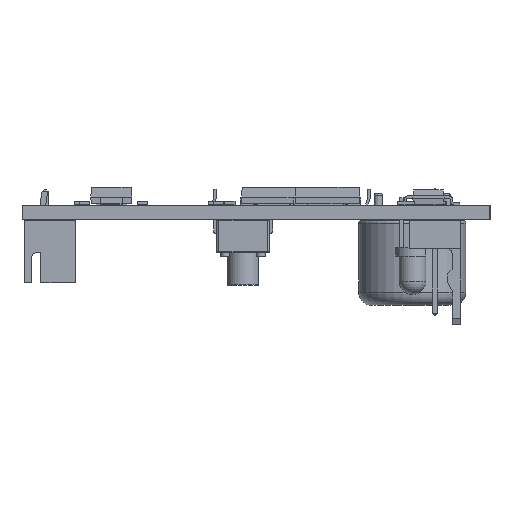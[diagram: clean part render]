
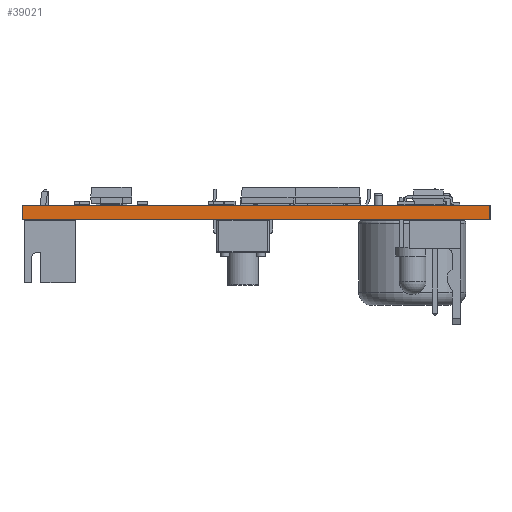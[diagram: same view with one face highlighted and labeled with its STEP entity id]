
A CAD part, left-side view. The second image highlights one B-rep face of the part: STEP entity #39021.
In plain terms, the highlighted planar face has unit normal (-1, 0, 0).
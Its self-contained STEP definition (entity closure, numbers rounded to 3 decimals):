
#38905 = EDGE_CURVE('',#38906,#38908,#38910,.T.);
#38906 = VERTEX_POINT('',#38907);
#38907 = CARTESIAN_POINT('',(28.5,-64.75,0.));
#38908 = VERTEX_POINT('',#38909);
#38909 = CARTESIAN_POINT('',(28.5,-64.75,1.6));
#38910 = SURFACE_CURVE('',#38911,(#38915,#38927),.PCURVE_S1.);
#38911 = LINE('',#38912,#38913);
#38912 = CARTESIAN_POINT('',(28.5,-64.75,0.));
#38913 = VECTOR('',#38914,1.);
#38914 = DIRECTION('',(0.,0.,1.));
#38915 = PCURVE('',#38916,#38921);
#38916 = PLANE('',#38917);
#38917 = AXIS2_PLACEMENT_3D('',#38918,#38919,#38920);
#38918 = CARTESIAN_POINT('',(28.5,-64.75,0.));
#38919 = DIRECTION('',(0.,1.,0.));
#38920 = DIRECTION('',(1.,0.,0.));
#38921 = DEFINITIONAL_REPRESENTATION('',(#38922),#38926);
#38922 = LINE('',#38923,#38924);
#38923 = CARTESIAN_POINT('',(0.,0.));
#38924 = VECTOR('',#38925,1.);
#38925 = DIRECTION('',(0.,-1.));
#38926 = ( GEOMETRIC_REPRESENTATION_CONTEXT(2) 
PARAMETRIC_REPRESENTATION_CONTEXT() REPRESENTATION_CONTEXT('2D SPACE',''
  ) );
#38927 = PCURVE('',#38928,#38933);
#38928 = PLANE('',#38929);
#38929 = AXIS2_PLACEMENT_3D('',#38930,#38931,#38932);
#38930 = CARTESIAN_POINT('',(28.5,-117.15,0.));
#38931 = DIRECTION('',(-1.,0.,0.));
#38932 = DIRECTION('',(0.,1.,0.));
#38933 = DEFINITIONAL_REPRESENTATION('',(#38934),#38938);
#38934 = LINE('',#38935,#38936);
#38935 = CARTESIAN_POINT('',(52.4,0.));
#38936 = VECTOR('',#38937,1.);
#38937 = DIRECTION('',(0.,-1.));
#38938 = ( GEOMETRIC_REPRESENTATION_CONTEXT(2) 
PARAMETRIC_REPRESENTATION_CONTEXT() REPRESENTATION_CONTEXT('2D SPACE',''
  ) );
#38956 = PLANE('',#38957);
#38957 = AXIS2_PLACEMENT_3D('',#38958,#38959,#38960);
#38958 = CARTESIAN_POINT('',(63.5,-90.95,1.6));
#38959 = DIRECTION('',(0.,0.,-1.));
#38960 = DIRECTION('',(-1.,0.,0.));
#39010 = PLANE('',#39011);
#39011 = AXIS2_PLACEMENT_3D('',#39012,#39013,#39014);
#39012 = CARTESIAN_POINT('',(63.5,-90.95,0.));
#39013 = DIRECTION('',(0.,0.,-1.));
#39014 = DIRECTION('',(-1.,0.,0.));
#39021 = ADVANCED_FACE('',(#39022),#38928,.T.);
#39022 = FACE_BOUND('',#39023,.T.);
#39023 = EDGE_LOOP('',(#39024,#39054,#39075,#39076));
#39024 = ORIENTED_EDGE('',*,*,#39025,.T.);
#39025 = EDGE_CURVE('',#39026,#39028,#39030,.T.);
#39026 = VERTEX_POINT('',#39027);
#39027 = CARTESIAN_POINT('',(28.5,-117.15,0.));
#39028 = VERTEX_POINT('',#39029);
#39029 = CARTESIAN_POINT('',(28.5,-117.15,1.6));
#39030 = SURFACE_CURVE('',#39031,(#39035,#39042),.PCURVE_S1.);
#39031 = LINE('',#39032,#39033);
#39032 = CARTESIAN_POINT('',(28.5,-117.15,0.));
#39033 = VECTOR('',#39034,1.);
#39034 = DIRECTION('',(0.,0.,1.));
#39035 = PCURVE('',#38928,#39036);
#39036 = DEFINITIONAL_REPRESENTATION('',(#39037),#39041);
#39037 = LINE('',#39038,#39039);
#39038 = CARTESIAN_POINT('',(0.,0.));
#39039 = VECTOR('',#39040,1.);
#39040 = DIRECTION('',(0.,-1.));
#39041 = ( GEOMETRIC_REPRESENTATION_CONTEXT(2) 
PARAMETRIC_REPRESENTATION_CONTEXT() REPRESENTATION_CONTEXT('2D SPACE',''
  ) );
#39042 = PCURVE('',#39043,#39048);
#39043 = PLANE('',#39044);
#39044 = AXIS2_PLACEMENT_3D('',#39045,#39046,#39047);
#39045 = CARTESIAN_POINT('',(98.5,-117.15,0.));
#39046 = DIRECTION('',(0.,-1.,0.));
#39047 = DIRECTION('',(-1.,0.,0.));
#39048 = DEFINITIONAL_REPRESENTATION('',(#39049),#39053);
#39049 = LINE('',#39050,#39051);
#39050 = CARTESIAN_POINT('',(70.,0.));
#39051 = VECTOR('',#39052,1.);
#39052 = DIRECTION('',(0.,-1.));
#39053 = ( GEOMETRIC_REPRESENTATION_CONTEXT(2) 
PARAMETRIC_REPRESENTATION_CONTEXT() REPRESENTATION_CONTEXT('2D SPACE',''
  ) );
#39054 = ORIENTED_EDGE('',*,*,#39055,.T.);
#39055 = EDGE_CURVE('',#39028,#38908,#39056,.T.);
#39056 = SURFACE_CURVE('',#39057,(#39061,#39068),.PCURVE_S1.);
#39057 = LINE('',#39058,#39059);
#39058 = CARTESIAN_POINT('',(28.5,-117.15,1.6));
#39059 = VECTOR('',#39060,1.);
#39060 = DIRECTION('',(0.,1.,0.));
#39061 = PCURVE('',#38928,#39062);
#39062 = DEFINITIONAL_REPRESENTATION('',(#39063),#39067);
#39063 = LINE('',#39064,#39065);
#39064 = CARTESIAN_POINT('',(0.,-1.6));
#39065 = VECTOR('',#39066,1.);
#39066 = DIRECTION('',(1.,0.));
#39067 = ( GEOMETRIC_REPRESENTATION_CONTEXT(2) 
PARAMETRIC_REPRESENTATION_CONTEXT() REPRESENTATION_CONTEXT('2D SPACE',''
  ) );
#39068 = PCURVE('',#38956,#39069);
#39069 = DEFINITIONAL_REPRESENTATION('',(#39070),#39074);
#39070 = LINE('',#39071,#39072);
#39071 = CARTESIAN_POINT('',(35.,-26.2));
#39072 = VECTOR('',#39073,1.);
#39073 = DIRECTION('',(0.,1.));
#39074 = ( GEOMETRIC_REPRESENTATION_CONTEXT(2) 
PARAMETRIC_REPRESENTATION_CONTEXT() REPRESENTATION_CONTEXT('2D SPACE',''
  ) );
#39075 = ORIENTED_EDGE('',*,*,#38905,.F.);
#39076 = ORIENTED_EDGE('',*,*,#39077,.F.);
#39077 = EDGE_CURVE('',#39026,#38906,#39078,.T.);
#39078 = SURFACE_CURVE('',#39079,(#39083,#39090),.PCURVE_S1.);
#39079 = LINE('',#39080,#39081);
#39080 = CARTESIAN_POINT('',(28.5,-117.15,0.));
#39081 = VECTOR('',#39082,1.);
#39082 = DIRECTION('',(0.,1.,0.));
#39083 = PCURVE('',#38928,#39084);
#39084 = DEFINITIONAL_REPRESENTATION('',(#39085),#39089);
#39085 = LINE('',#39086,#39087);
#39086 = CARTESIAN_POINT('',(0.,0.));
#39087 = VECTOR('',#39088,1.);
#39088 = DIRECTION('',(1.,0.));
#39089 = ( GEOMETRIC_REPRESENTATION_CONTEXT(2) 
PARAMETRIC_REPRESENTATION_CONTEXT() REPRESENTATION_CONTEXT('2D SPACE',''
  ) );
#39090 = PCURVE('',#39010,#39091);
#39091 = DEFINITIONAL_REPRESENTATION('',(#39092),#39096);
#39092 = LINE('',#39093,#39094);
#39093 = CARTESIAN_POINT('',(35.,-26.2));
#39094 = VECTOR('',#39095,1.);
#39095 = DIRECTION('',(0.,1.));
#39096 = ( GEOMETRIC_REPRESENTATION_CONTEXT(2) 
PARAMETRIC_REPRESENTATION_CONTEXT() REPRESENTATION_CONTEXT('2D SPACE',''
  ) );
